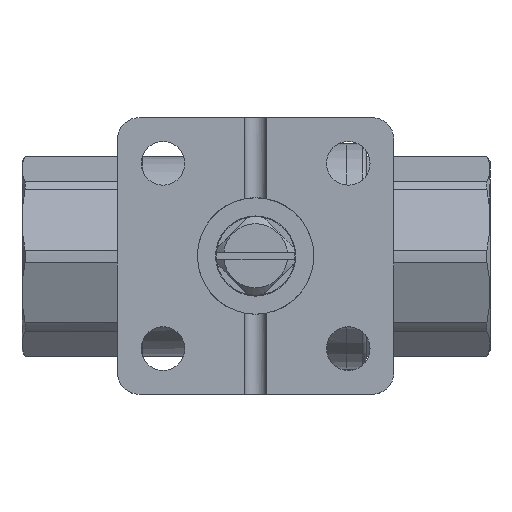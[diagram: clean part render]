
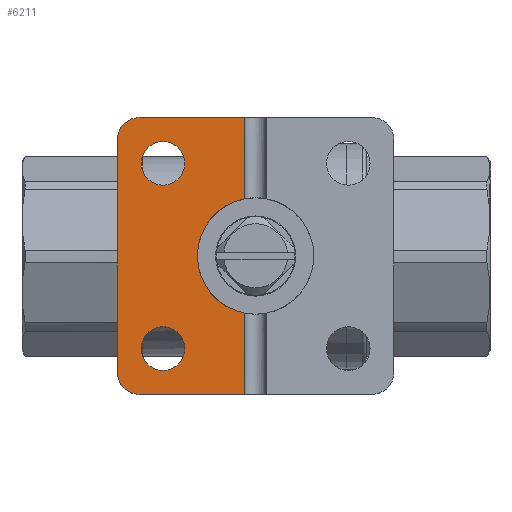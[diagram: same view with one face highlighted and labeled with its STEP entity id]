
A CAD part, top view. The second image highlights one B-rep face of the part: STEP entity #6211.
In plain terms, the highlighted planar face has unit normal (0, 0, 1).
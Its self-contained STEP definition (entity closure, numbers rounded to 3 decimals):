
#180=LINE('',#8413,#420);
#350=LINE('',#11087,#590);
#355=LINE('',#11096,#595);
#356=LINE('',#11107,#596);
#359=LINE('',#11111,#599);
#420=VECTOR('',#7034,1000.);
#590=VECTOR('',#7712,1000.);
#595=VECTOR('',#7721,1000.);
#596=VECTOR('',#7742,1000.);
#599=VECTOR('',#7747,1000.);
#859=PLANE('',#6680);
#1777=ORIENTED_EDGE('',*,*,#2162,.T.);
#1778=ORIENTED_EDGE('',*,*,#2177,.T.);
#1779=ORIENTED_EDGE('',*,*,#2596,.T.);
#1780=ORIENTED_EDGE('',*,*,#2592,.T.);
#1781=ORIENTED_EDGE('',*,*,#2195,.T.);
#1782=ORIENTED_EDGE('',*,*,#2213,.T.);
#1783=ORIENTED_EDGE('',*,*,#2207,.T.);
#1784=ORIENTED_EDGE('',*,*,#2586,.T.);
#1785=ORIENTED_EDGE('',*,*,#2599,.F.);
#1786=ORIENTED_EDGE('',*,*,#2168,.T.);
#2162=EDGE_CURVE('',#2781,#2781,#3221,.T.);
#2168=EDGE_CURVE('',#2787,#2787,#3227,.T.);
#2177=EDGE_CURVE('',#2797,#2796,#3235,.T.);
#2195=EDGE_CURVE('',#2814,#2815,#3246,.T.);
#2207=EDGE_CURVE('',#2826,#2827,#3252,.T.);
#2213=EDGE_CURVE('',#2815,#2826,#180,.T.);
#2586=EDGE_CURVE('',#2827,#3081,#350,.T.);
#2592=EDGE_CURVE('',#3082,#2814,#355,.T.);
#2596=EDGE_CURVE('',#2796,#3082,#356,.T.);
#2599=EDGE_CURVE('',#2797,#3081,#359,.T.);
#2781=VERTEX_POINT('',#8257);
#2787=VERTEX_POINT('',#8272);
#2796=VERTEX_POINT('',#8300);
#2797=VERTEX_POINT('',#8302);
#2814=VERTEX_POINT('',#8375);
#2815=VERTEX_POINT('',#8376);
#2826=VERTEX_POINT('',#8402);
#2827=VERTEX_POINT('',#8403);
#3081=VERTEX_POINT('',#11086);
#3082=VERTEX_POINT('',#11092);
#3221=CIRCLE('',#6357,3.);
#3227=CIRCLE('',#6366,3.);
#3235=CIRCLE('',#6379,8.);
#3246=CIRCLE('',#6399,3.);
#3252=CIRCLE('',#6408,3.);
#3702=EDGE_LOOP('',(#1777));
#3703=EDGE_LOOP('',(#1778,#1779,#1780,#1781,#1782,#1783,#1784,#1785));
#3704=EDGE_LOOP('',(#1786));
#4121=FACE_BOUND('',#3702,.T.);
#4122=FACE_BOUND('',#3703,.T.);
#4123=FACE_BOUND('',#3704,.T.);
#6211=ADVANCED_FACE('',(#4121,#4122,#4123),#859,.T.);
#6357=AXIS2_PLACEMENT_3D('',#8256,#6912,#6913);
#6366=AXIS2_PLACEMENT_3D('',#8271,#6930,#6931);
#6379=AXIS2_PLACEMENT_3D('',#8301,#6956,#6957);
#6399=AXIS2_PLACEMENT_3D('',#8374,#6998,#6999);
#6408=AXIS2_PLACEMENT_3D('',#8401,#7022,#7023);
#6680=AXIS2_PLACEMENT_3D('',#11113,#7750,#7751);
#6912=DIRECTION('',(0.,0.,-1.));
#6913=DIRECTION('',(1.,0.,0.));
#6930=DIRECTION('',(0.,0.,-1.));
#6931=DIRECTION('',(1.,0.,0.));
#6956=DIRECTION('',(0.,0.,-1.));
#6957=DIRECTION('',(-1.,0.,0.));
#6998=DIRECTION('',(0.,0.,1.));
#6999=DIRECTION('',(1.,0.,0.));
#7022=DIRECTION('',(0.,0.,1.));
#7023=DIRECTION('',(1.,0.,0.));
#7034=DIRECTION('',(0.,-1.,0.));
#7712=DIRECTION('',(1.,0.,0.));
#7721=DIRECTION('',(-1.,0.,0.));
#7742=DIRECTION('',(0.,1.,0.));
#7747=DIRECTION('',(0.,-1.,0.));
#7750=DIRECTION('',(0.,0.,1.));
#7751=DIRECTION('',(1.,0.,0.));
#8256=CARTESIAN_POINT('',(-12.728,12.728,29.));
#8257=CARTESIAN_POINT('',(-9.728,12.728,29.));
#8271=CARTESIAN_POINT('',(-12.728,-12.728,29.));
#8272=CARTESIAN_POINT('',(-9.728,-12.728,29.));
#8300=CARTESIAN_POINT('',(-1.5,7.858,29.));
#8301=CARTESIAN_POINT('',(0.,0.,29.));
#8302=CARTESIAN_POINT('',(-1.5,-7.858,29.));
#8374=CARTESIAN_POINT('',(-16.,16.,29.));
#8375=CARTESIAN_POINT('',(-16.,19.,29.));
#8376=CARTESIAN_POINT('',(-19.,16.,29.));
#8401=CARTESIAN_POINT('',(-16.,-16.,29.));
#8402=CARTESIAN_POINT('',(-19.,-16.,29.));
#8403=CARTESIAN_POINT('',(-16.,-19.,29.));
#8413=CARTESIAN_POINT('',(-19.,19.,29.));
#11086=CARTESIAN_POINT('',(-1.5,-19.,29.));
#11087=CARTESIAN_POINT('',(-19.,-19.,29.));
#11092=CARTESIAN_POINT('',(-1.5,19.,29.));
#11096=CARTESIAN_POINT('',(19.,19.,29.));
#11107=CARTESIAN_POINT('',(-1.5,7.5,29.));
#11111=CARTESIAN_POINT('',(-1.5,-7.5,29.));
#11113=CARTESIAN_POINT('',(-19.,-19.,29.));
